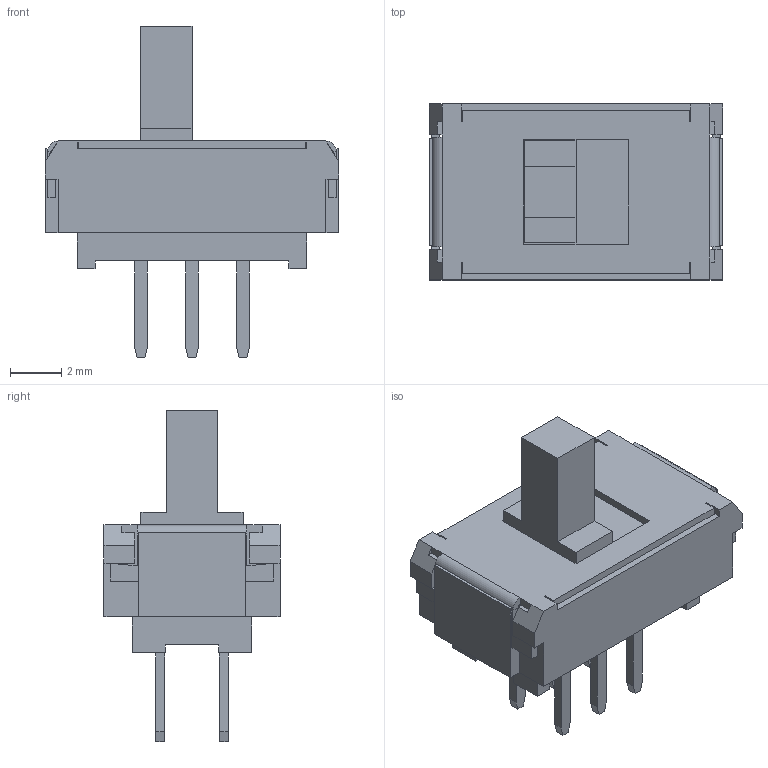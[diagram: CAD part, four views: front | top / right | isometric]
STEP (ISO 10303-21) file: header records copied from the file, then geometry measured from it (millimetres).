
FILE_DESCRIPTION(/* description */ (''),/* implementation_level */ '2;1');
FILE_NAME(/* name */ 'EG2209A.stp',/* time_stamp */ '2021-09-28T14:45:51-05:00',/* author */ ('mwilliams'),/* organization */ (''),/* preprocessor_version */ 'ST-DEVELOPER v18',/* originating_system */ 'Autodesk Inventor 2020',/* authorisation */ '');
FILE_SCHEMA (('AUTOMOTIVE_DESIGN { 1 0 10303 214 3 1 1 }'));
Length unit declared in the file: millimetre
Products named in the file (1): EG2209A
Bounding box: 11.5 x 6.9 x 13 mm (x, y, z)
Surface area: 421.7 mm2 (no closed solid volume)
Topology: 0 solids, 1 shells, 163 faces, 440 edges, 288 vertices
Faces by surface type: plane 157, cylinder 6
Entity records: 5278 total; most frequent: CARTESIAN_POINT 896, ORIENTED_EDGE 888, DIRECTION 788, EDGE_CURVE 444, LINE 428, VECTOR 428, VERTEX_POINT 288, AXIS2_PLACEMENT_3D 180
